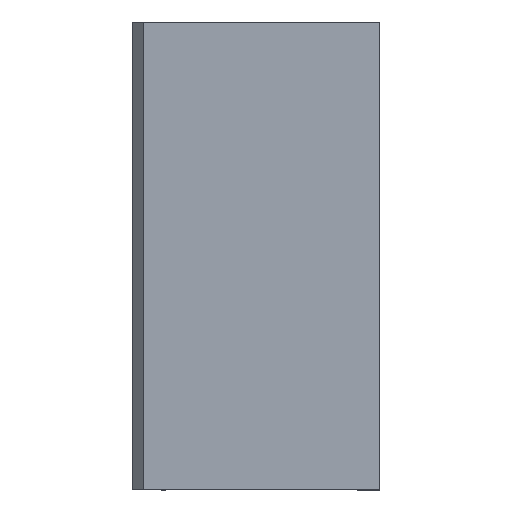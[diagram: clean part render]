
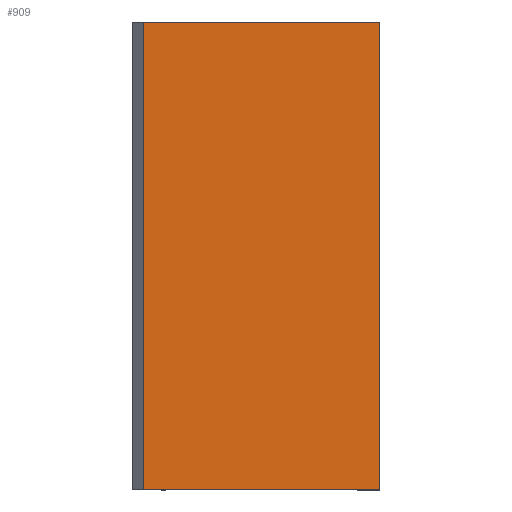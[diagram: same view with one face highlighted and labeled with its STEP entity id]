
A CAD part, left-side view. The second image highlights one B-rep face of the part: STEP entity #909.
In plain terms, the highlighted planar face has unit normal (-1, 0, 0).
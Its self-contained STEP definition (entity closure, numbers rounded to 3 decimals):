
#123 = FACE_OUTER_BOUND ( 'NONE', #151, .T. ) ;
#151 = EDGE_LOOP ( 'NONE', ( #511, #1250, #319, #1287 ) ) ;
#178 = VECTOR ( 'NONE', #566, 1000. ) ;
#208 = DIRECTION ( 'NONE',  ( 0., -1., 0. ) ) ;
#230 = AXIS2_PLACEMENT_3D ( 'NONE', #1387, #680, #1514 ) ;
#270 = LINE ( 'NONE', #1168, #906 ) ;
#282 = VERTEX_POINT ( 'NONE', #514 ) ;
#291 = CARTESIAN_POINT ( 'NONE',  ( -0.8, 0., 0.425 ) ) ;
#319 = ORIENTED_EDGE ( 'NONE', *, *, #1243, .T. ) ;
#377 = VERTEX_POINT ( 'NONE', #291 ) ;
#435 = PLANE ( 'NONE',  #230 ) ;
#444 = CARTESIAN_POINT ( 'NONE',  ( -0.8, 0.45, 0.425 ) ) ;
#459 = EDGE_CURVE ( 'NONE', #843, #1522, #270, .T. ) ;
#511 = ORIENTED_EDGE ( 'NONE', *, *, #848, .F. ) ;
#514 = CARTESIAN_POINT ( 'NONE',  ( -0.8, 0.43, 0.425 ) ) ;
#544 = CARTESIAN_POINT ( 'NONE',  ( -0.8, 0.43, -0.425 ) ) ;
#566 = DIRECTION ( 'NONE',  ( 0., -1., 0. ) ) ;
#651 = VECTOR ( 'NONE', #763, 1000. ) ;
#680 = DIRECTION ( 'NONE',  ( 1., 0., 0. ) ) ;
#763 = DIRECTION ( 'NONE',  ( 0., 0., 1. ) ) ;
#764 = DIRECTION ( 'NONE',  ( 0., 0., 1. ) ) ;
#788 = LINE ( 'NONE', #896, #1431 ) ;
#843 = VERTEX_POINT ( 'NONE', #1241 ) ;
#848 = EDGE_CURVE ( 'NONE', #843, #282, #965, .T. ) ;
#896 = CARTESIAN_POINT ( 'NONE',  ( -0.8, 0., 0.425 ) ) ;
#906 = VECTOR ( 'NONE', #208, 1000. ) ;
#909 = ADVANCED_FACE ( 'NONE', ( #123 ), #435, .F. ) ;
#965 = LINE ( 'NONE', #544, #651 ) ;
#983 = CARTESIAN_POINT ( 'NONE',  ( -0.8, 0., -0.425 ) ) ;
#1168 = CARTESIAN_POINT ( 'NONE',  ( -0.8, 0.45, -0.425 ) ) ;
#1241 = CARTESIAN_POINT ( 'NONE',  ( -0.8, 0.43, -0.425 ) ) ;
#1243 = EDGE_CURVE ( 'NONE', #1522, #377, #788, .T. ) ;
#1250 = ORIENTED_EDGE ( 'NONE', *, *, #459, .T. ) ;
#1287 = ORIENTED_EDGE ( 'NONE', *, *, #1359, .F. ) ;
#1359 = EDGE_CURVE ( 'NONE', #282, #377, #1407, .T. ) ;
#1387 = CARTESIAN_POINT ( 'NONE',  ( -0.8, 0.45, 0.425 ) ) ;
#1407 = LINE ( 'NONE', #444, #178 ) ;
#1431 = VECTOR ( 'NONE', #764, 1000. ) ;
#1514 = DIRECTION ( 'NONE',  ( 0., 0., -1. ) ) ;
#1522 = VERTEX_POINT ( 'NONE', #983 ) ;
